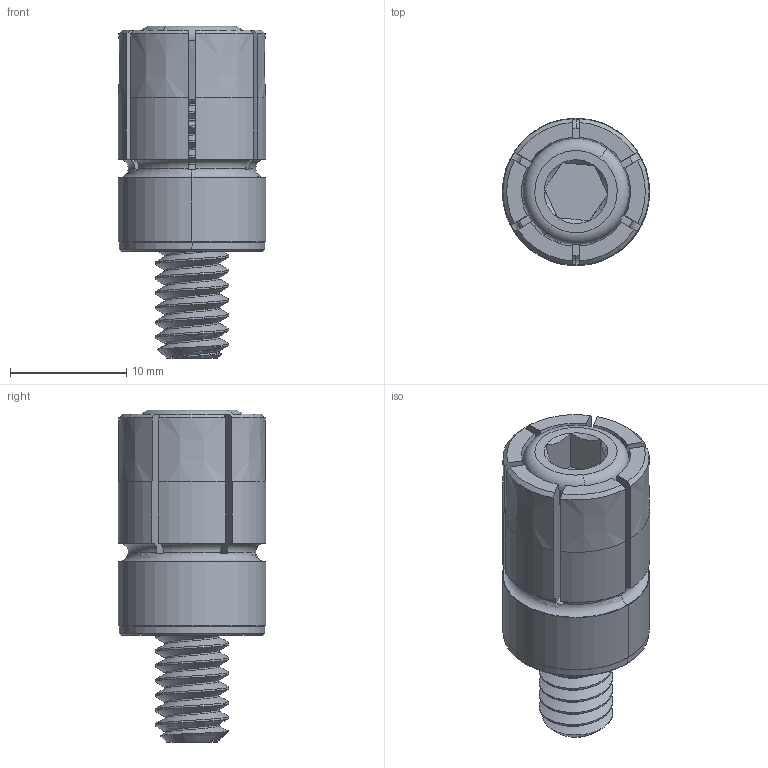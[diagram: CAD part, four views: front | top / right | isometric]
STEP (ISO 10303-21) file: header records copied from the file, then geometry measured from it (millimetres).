
FILE_DESCRIPTION (( 'STEP AP214' ), '1' );
FILE_NAME ('31750.STEP', '2016-02-25T16:37:36', ( 'Mike W' ), ( '' ), 'SwSTEP 2.0', 'SolidWorks 2015', '' );
FILE_SCHEMA (( 'AUTOMOTIVE_DESIGN' ));
Length unit declared in the file: inch
Products named in the file (3): 31010S_31010S; 317501_317501; 31750
Assembly tree (2 placements, depth 2):
  31750
    317501_317501
    31010S_31010S
Bounding box: 12.69 x 12.69 x 28.57 mm (x, y, z)
Volume: 2238.6 mm3; surface area: 2602.9 mm2
Topology: 2 solids, 2 shells, 175 faces, 483 edges, 314 vertices
Faces by surface type: cylinder 85, plane 42, cone 36, torus 10, bspline 2
Entity records: 7951 total; most frequent: CARTESIAN_POINT 3818, ORIENTED_EDGE 966, DIRECTION 733, EDGE_CURVE 483, VERTEX_POINT 314, AXIS2_PLACEMENT_3D 286, EDGE_LOOP 179, FACE_OUTER_BOUND 175
